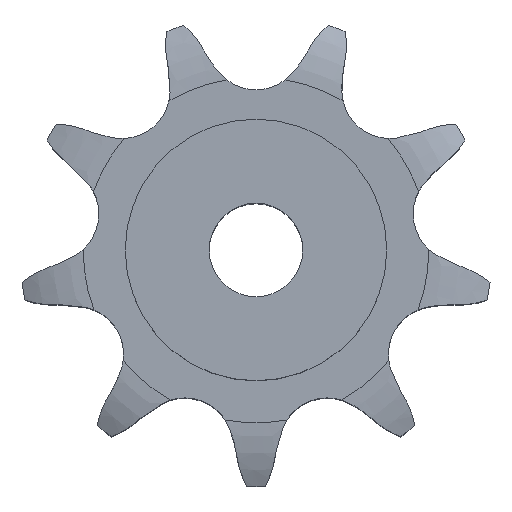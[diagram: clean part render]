
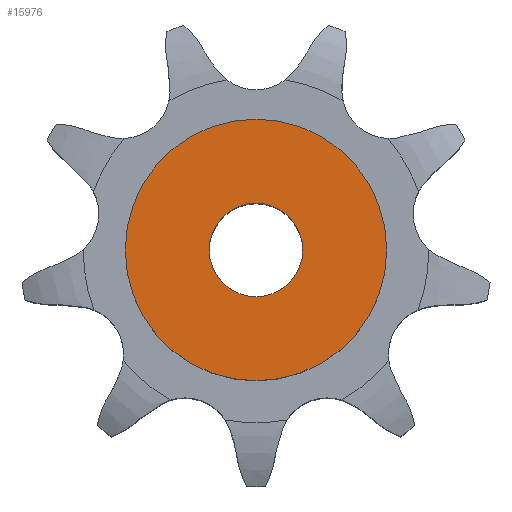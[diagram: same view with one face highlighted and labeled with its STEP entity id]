
A CAD part, top view. The second image highlights one B-rep face of the part: STEP entity #15976.
In plain terms, the highlighted planar face has unit normal (0, 0, 1).
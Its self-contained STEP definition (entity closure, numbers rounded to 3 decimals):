
#8688 = CYLINDRICAL_SURFACE('',#8689,12.5);
#8689 = AXIS2_PLACEMENT_3D('',#8690,#8691,#8692);
#8690 = CARTESIAN_POINT('',(0.,0.,232.476));
#8691 = DIRECTION('',(0.,0.,1.));
#8692 = DIRECTION('',(1.,0.,0.));
#10945 = EDGE_CURVE('',#10946,#10946,#10948,.T.);
#10946 = VERTEX_POINT('',#10947);
#10947 = CARTESIAN_POINT('',(12.5,0.,95.));
#10948 = SURFACE_CURVE('',#10949,(#10954,#10961),.PCURVE_S1.);
#10949 = CIRCLE('',#10950,12.5);
#10950 = AXIS2_PLACEMENT_3D('',#10951,#10952,#10953);
#10951 = CARTESIAN_POINT('',(0.,0.,95.));
#10952 = DIRECTION('',(0.,0.,1.));
#10953 = DIRECTION('',(1.,0.,0.));
#10954 = PCURVE('',#8688,#10955);
#10955 = DEFINITIONAL_REPRESENTATION('',(#10956),#10960);
#10956 = LINE('',#10957,#10958);
#10957 = CARTESIAN_POINT('',(0.,-137.476));
#10958 = VECTOR('',#10959,1.);
#10959 = DIRECTION('',(1.,0.));
#10960 = ( GEOMETRIC_REPRESENTATION_CONTEXT(2) 
PARAMETRIC_REPRESENTATION_CONTEXT() REPRESENTATION_CONTEXT('2D SPACE',''
  ) );
#10961 = PCURVE('',#10962,#10967);
#10962 = PLANE('',#10963);
#10963 = AXIS2_PLACEMENT_3D('',#10964,#10965,#10966);
#10964 = CARTESIAN_POINT('',(0.,0.,95.)
  );
#10965 = DIRECTION('',(0.,0.,1.));
#10966 = DIRECTION('',(1.,0.,0.));
#10967 = DEFINITIONAL_REPRESENTATION('',(#10968),#10972);
#10968 = CIRCLE('',#10969,12.5);
#10969 = AXIS2_PLACEMENT_2D('',#10970,#10971);
#10970 = CARTESIAN_POINT('',(0.,0.));
#10971 = DIRECTION('',(1.,0.));
#10972 = ( GEOMETRIC_REPRESENTATION_CONTEXT(2) 
PARAMETRIC_REPRESENTATION_CONTEXT() REPRESENTATION_CONTEXT('2D SPACE',''
  ) );
#15976 = ADVANCED_FACE('',(#15977,#16008),#10962,.T.);
#15977 = FACE_BOUND('',#15978,.T.);
#15978 = EDGE_LOOP('',(#15979));
#15979 = ORIENTED_EDGE('',*,*,#15980,.T.);
#15980 = EDGE_CURVE('',#15981,#15981,#15983,.T.);
#15981 = VERTEX_POINT('',#15982);
#15982 = CARTESIAN_POINT('',(35.,0.,95.));
#15983 = SURFACE_CURVE('',#15984,(#15989,#15996),.PCURVE_S1.);
#15984 = CIRCLE('',#15985,35.);
#15985 = AXIS2_PLACEMENT_3D('',#15986,#15987,#15988);
#15986 = CARTESIAN_POINT('',(0.,0.,95.));
#15987 = DIRECTION('',(0.,0.,1.));
#15988 = DIRECTION('',(1.,0.,0.));
#15989 = PCURVE('',#10962,#15990);
#15990 = DEFINITIONAL_REPRESENTATION('',(#15991),#15995);
#15991 = CIRCLE('',#15992,35.);
#15992 = AXIS2_PLACEMENT_2D('',#15993,#15994);
#15993 = CARTESIAN_POINT('',(0.,0.));
#15994 = DIRECTION('',(1.,0.));
#15995 = ( GEOMETRIC_REPRESENTATION_CONTEXT(2) 
PARAMETRIC_REPRESENTATION_CONTEXT() REPRESENTATION_CONTEXT('2D SPACE',''
  ) );
#15996 = PCURVE('',#15997,#16002);
#15997 = CYLINDRICAL_SURFACE('',#15998,35.);
#15998 = AXIS2_PLACEMENT_3D('',#15999,#16000,#16001);
#15999 = CARTESIAN_POINT('',(0.,0.,0.));
#16000 = DIRECTION('',(-0.,-0.,-1.));
#16001 = DIRECTION('',(1.,0.,0.));
#16002 = DEFINITIONAL_REPRESENTATION('',(#16003),#16007);
#16003 = LINE('',#16004,#16005);
#16004 = CARTESIAN_POINT('',(-0.,-95.));
#16005 = VECTOR('',#16006,1.);
#16006 = DIRECTION('',(-1.,0.));
#16007 = ( GEOMETRIC_REPRESENTATION_CONTEXT(2) 
PARAMETRIC_REPRESENTATION_CONTEXT() REPRESENTATION_CONTEXT('2D SPACE',''
  ) );
#16008 = FACE_BOUND('',#16009,.T.);
#16009 = EDGE_LOOP('',(#16010));
#16010 = ORIENTED_EDGE('',*,*,#10945,.F.);
